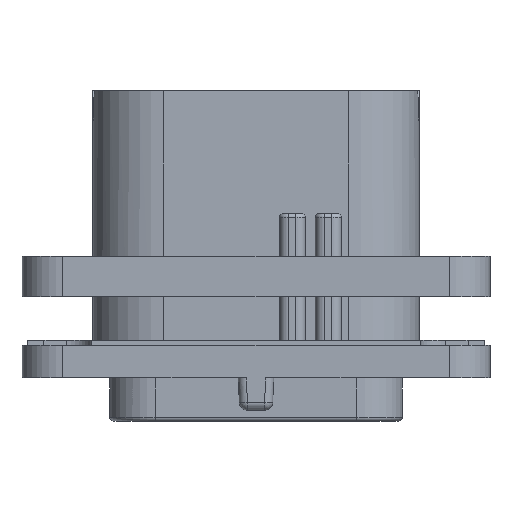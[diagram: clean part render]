
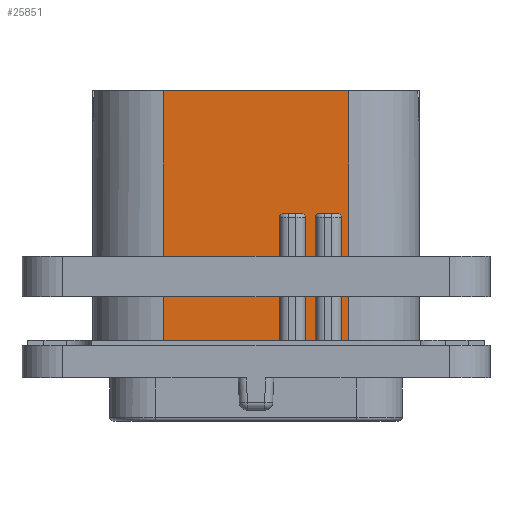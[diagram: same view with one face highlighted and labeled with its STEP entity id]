
A CAD part, front view. The second image highlights one B-rep face of the part: STEP entity #25851.
In plain terms, the highlighted planar face has unit normal (0, -1, 0).
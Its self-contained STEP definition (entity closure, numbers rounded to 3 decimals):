
#1176=DIRECTION('',(1.,0.,0.));
#1177=VECTOR('',#1176,11.4);
#1178=CARTESIAN_POINT('',(-5.7,-9.,17.67));
#1179=LINE('',#1178,#1177);
#5119=DIRECTION('',(1.,0.,0.));
#5120=VECTOR('',#5119,7.14);
#5121=CARTESIAN_POINT('',(-5.7,-9.,2.));
#5122=LINE('',#5121,#5120);
#5131=CARTESIAN_POINT('',(1.69,-9.,9.87));
#5132=DIRECTION('',(0.,1.,0.));
#5133=DIRECTION('',(-1.,0.,0.));
#5134=AXIS2_PLACEMENT_3D('',#5131,#5132,#5133);
#5163=CARTESIAN_POINT('',(2.79,-9.,9.87));
#5164=DIRECTION('',(0.,1.,0.));
#5165=DIRECTION('',(0.,0.,1.));
#5166=AXIS2_PLACEMENT_3D('',#5163,#5164,#5165);
#5176=DIRECTION('',(0.,0.,1.));
#5177=VECTOR('',#5176,7.87);
#5178=CARTESIAN_POINT('',(5.25,-9.,2.));
#5179=LINE('',#5178,#5177);
#5180=DIRECTION('',(1.,0.,0.));
#5181=VECTOR('',#5180,1.1);
#5182=CARTESIAN_POINT('',(3.9,-9.,10.12));
#5183=LINE('',#5182,#5181);
#5184=DIRECTION('',(0.,0.,1.));
#5185=VECTOR('',#5184,7.87);
#5186=CARTESIAN_POINT('',(3.65,-9.,2.));
#5187=LINE('',#5186,#5185);
#5188=DIRECTION('',(0.,0.,1.));
#5189=VECTOR('',#5188,7.87);
#5190=CARTESIAN_POINT('',(3.04,-9.,2.));
#5191=LINE('',#5190,#5189);
#5192=DIRECTION('',(1.,0.,0.));
#5193=VECTOR('',#5192,1.1);
#5194=CARTESIAN_POINT('',(1.69,-9.,10.12));
#5195=LINE('',#5194,#5193);
#5196=DIRECTION('',(0.,0.,1.));
#5197=VECTOR('',#5196,7.87);
#5198=CARTESIAN_POINT('',(1.44,-9.,2.));
#5199=LINE('',#5198,#5197);
#5200=DIRECTION('',(0.,0.,-1.));
#5201=VECTOR('',#5200,15.67);
#5202=CARTESIAN_POINT('',(-5.7,-9.,17.67));
#5203=LINE('',#5202,#5201);
#5204=DIRECTION('',(0.,0.,-1.));
#5205=VECTOR('',#5204,15.67);
#5206=CARTESIAN_POINT('',(5.7,-9.,17.67));
#5207=LINE('',#5206,#5205);
#5221=CARTESIAN_POINT('',(5.,-9.,9.87));
#5222=DIRECTION('',(0.,1.,0.));
#5223=DIRECTION('',(0.,0.,1.));
#5224=AXIS2_PLACEMENT_3D('',#5221,#5222,#5223);
#5263=CARTESIAN_POINT('',(3.9,-9.,9.87));
#5264=DIRECTION('',(0.,1.,0.));
#5265=DIRECTION('',(-1.,0.,0.));
#5266=AXIS2_PLACEMENT_3D('',#5263,#5264,#5265);
#5354=DIRECTION('',(1.,0.,0.));
#5355=VECTOR('',#5354,0.45);
#5356=CARTESIAN_POINT('',(5.25,-9.,2.));
#5357=LINE('',#5356,#5355);
#9114=DIRECTION('',(1.,0.,0.));
#9115=VECTOR('',#9114,0.61);
#9116=CARTESIAN_POINT('',(3.04,-9.,2.));
#9117=LINE('',#9116,#9115);
#16058=CARTESIAN_POINT('',(-5.7,-9.,17.67));
#16059=CARTESIAN_POINT('',(-5.7,-9.,2.));
#16060=VERTEX_POINT('',#16058);
#16061=VERTEX_POINT('',#16059);
#16062=CARTESIAN_POINT('',(5.7,-9.,17.67));
#16063=CARTESIAN_POINT('',(5.7,-9.,2.));
#16064=VERTEX_POINT('',#16062);
#16065=VERTEX_POINT('',#16063);
#16220=CARTESIAN_POINT('',(1.44,-9.,2.));
#16221=VERTEX_POINT('',#16220);
#16222=CARTESIAN_POINT('',(3.04,-9.,2.));
#16223=CARTESIAN_POINT('',(3.65,-9.,2.));
#16224=VERTEX_POINT('',#16222);
#16225=VERTEX_POINT('',#16223);
#16226=CARTESIAN_POINT('',(5.25,-9.,2.));
#16227=VERTEX_POINT('',#16226);
#18699=CARTESIAN_POINT('',(3.04,-9.,9.87));
#18701=VERTEX_POINT('',#18699);
#18703=CARTESIAN_POINT('',(2.79,-9.,10.12));
#18705=VERTEX_POINT('',#18703);
#18726=CARTESIAN_POINT('',(1.69,-9.,10.12));
#18727=VERTEX_POINT('',#18726);
#18728=CARTESIAN_POINT('',(1.44,-9.,9.87));
#18729=VERTEX_POINT('',#18728);
#18731=CARTESIAN_POINT('',(5.25,-9.,9.87));
#18733=VERTEX_POINT('',#18731);
#18735=CARTESIAN_POINT('',(5.,-9.,10.12));
#18737=VERTEX_POINT('',#18735);
#18738=CARTESIAN_POINT('',(3.9,-9.,10.12));
#18740=VERTEX_POINT('',#18738);
#18742=CARTESIAN_POINT('',(3.65,-9.,9.87));
#18744=VERTEX_POINT('',#18742);
#25821=CARTESIAN_POINT('',(-10.05,-9.,2.));
#25822=DIRECTION('',(0.,-1.,0.));
#25823=DIRECTION('',(1.,0.,0.));
#25824=AXIS2_PLACEMENT_3D('',#25821,#25822,#25823);
#25825=PLANE('',#25824);
#25827=ORIENTED_EDGE('',*,*,#25826,.T.);
#25829=ORIENTED_EDGE('',*,*,#25828,.F.);
#25831=ORIENTED_EDGE('',*,*,#25830,.F.);
#25833=ORIENTED_EDGE('',*,*,#25832,.F.);
#25835=ORIENTED_EDGE('',*,*,#25834,.F.);
#25837=ORIENTED_EDGE('',*,*,#25836,.F.);
#25838=ORIENTED_EDGE('',*,*,#25812,.T.);
#25839=ORIENTED_EDGE('',*,*,#25801,.F.);
#25840=ORIENTED_EDGE('',*,*,#25786,.F.);
#25841=ORIENTED_EDGE('',*,*,#25767,.F.);
#25842=ORIENTED_EDGE('',*,*,#25752,.F.);
#25843=ORIENTED_EDGE('',*,*,#25737,.F.);
#25844=ORIENTED_EDGE('',*,*,#20176,.F.);
#25845=ORIENTED_EDGE('',*,*,#20361,.T.);
#25846=ORIENTED_EDGE('',*,*,#20619,.T.);
#25848=ORIENTED_EDGE('',*,*,#25847,.F.);
#25849=EDGE_LOOP('',(#25827,#25829,#25831,#25833,#25835,#25837,#25838,#25839,
#25840,#25841,#25842,#25843,#25844,#25845,#25846,#25848));
#25850=FACE_OUTER_BOUND('',#25849,.F.);
#25851=ADVANCED_FACE('',(#25850),#25825,.T.);
#5135=CIRCLE('',#5134,0.25);
#5167=CIRCLE('',#5166,0.25);
#5225=CIRCLE('',#5224,0.25);
#5267=CIRCLE('',#5266,0.25);
#20176=EDGE_CURVE('',#16060,#16061,#5203,.T.);
#20361=EDGE_CURVE('',#16060,#16064,#1179,.T.);
#20619=EDGE_CURVE('',#16064,#16065,#5207,.T.);
#25737=EDGE_CURVE('',#16061,#16221,#5122,.T.);
#25752=EDGE_CURVE('',#16221,#18729,#5199,.T.);
#25767=EDGE_CURVE('',#18729,#18727,#5135,.T.);
#25786=EDGE_CURVE('',#18727,#18705,#5195,.T.);
#25801=EDGE_CURVE('',#18705,#18701,#5167,.T.);
#25812=EDGE_CURVE('',#16224,#18701,#5191,.T.);
#25826=EDGE_CURVE('',#16227,#18733,#5179,.T.);
#25828=EDGE_CURVE('',#18737,#18733,#5225,.T.);
#25830=EDGE_CURVE('',#18740,#18737,#5183,.T.);
#25832=EDGE_CURVE('',#18744,#18740,#5267,.T.);
#25834=EDGE_CURVE('',#16225,#18744,#5187,.T.);
#25836=EDGE_CURVE('',#16224,#16225,#9117,.T.);
#25847=EDGE_CURVE('',#16227,#16065,#5357,.T.);
